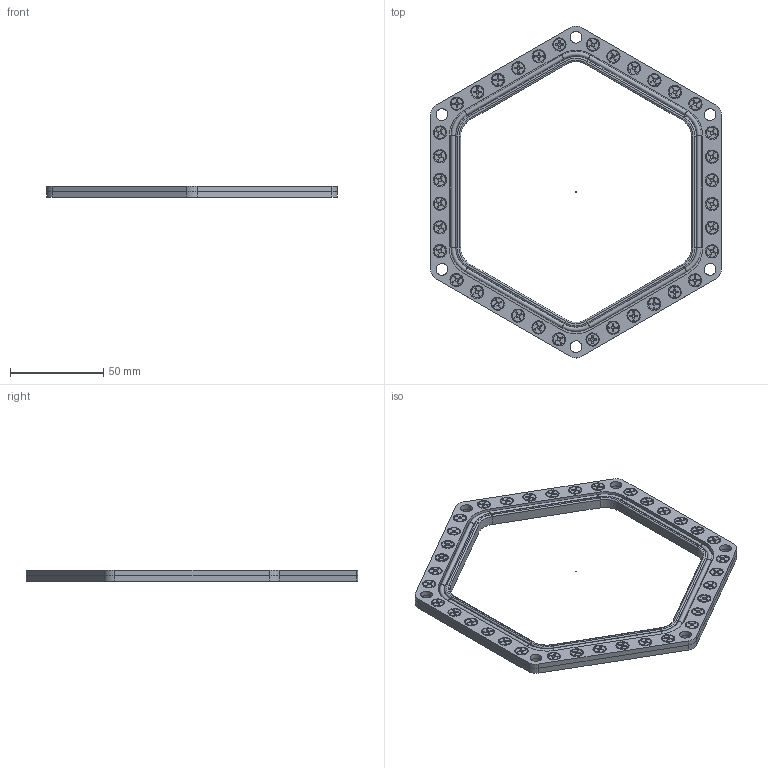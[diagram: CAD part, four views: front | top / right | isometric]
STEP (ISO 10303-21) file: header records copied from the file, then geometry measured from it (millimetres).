
FILE_DESCRIPTION((''),'2;1');
FILE_NAME('Mesh ring v3.stp','2010-03-24T11:03:51',('white'),(''),'Autodesk Inventor 2010','Autodesk Inventor 2010','');
FILE_SCHEMA(('AUTOMOTIVE_DESIGN { 1 0 10303 214 1 1 1 1 }'));
Length unit declared in the file: inch
Products named in the file (6): Mesh ring v3; Bottom Piece v3; Top Piece v3; ring; Cross Recessed Flat Countersunk Head Machine Screw - Type I - Inch 6-32 x 1/4; Hexagon Socket Set Screw - Flat Point - Inch 3-48 UNC x 0.125
Assembly tree (81 placements, depth 2):
  Mesh ring v3
    Bottom Piece v3
    Top Piece v3
    ring
    Cross Recessed Flat Countersunk Head Machine Screw - Type I - Inch 6-32 x 1/4  x36
    Hexagon Socket Set Screw - Flat Point - Inch 3-48 UNC x 0.125  x42
Bounding box: 155.78 x 178.02 x 6.35 mm (x, y, z)
Volume: 42520.8 mm3; surface area: 47773.3 mm2
Topology: 82 solids, 82 shells, 1841 faces, 4747 edges, 3072 vertices
Faces by surface type: plane 760, cone 378, cylinder 367, torus 186, bspline 150
Full cylindrical faces by diameter (mm): 0.025 x1, 2.362 x6, 2.515 x42, 3.505 x36, 6.198 x36, 6.35 x12
Entity records: 15287 total; most frequent: CARTESIAN_POINT 5349, DIRECTION 1946, ORIENTED_EDGE 1710, EDGE_CURVE 855, EDGE_LOOP 848, AXIS2_PLACEMENT_3D 836, VERTEX_POINT 649, CIRCLE 495
